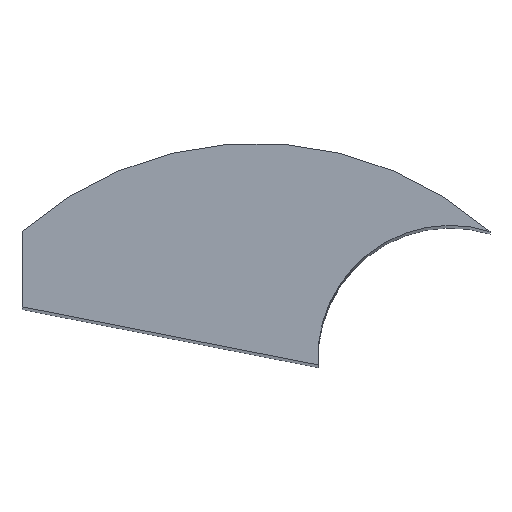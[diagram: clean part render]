
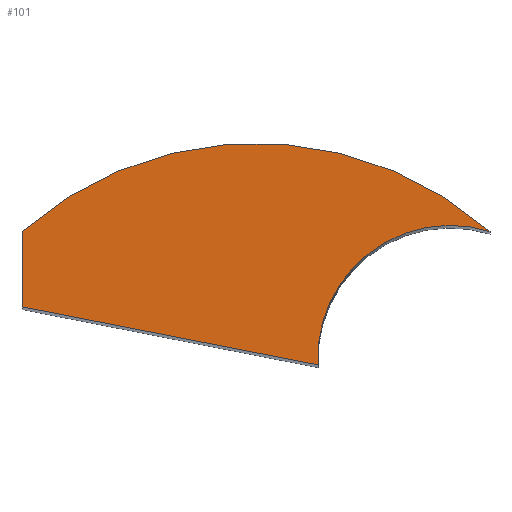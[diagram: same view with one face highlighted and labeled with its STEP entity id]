
A CAD part, top view. The second image highlights one B-rep face of the part: STEP entity #101.
In plain terms, the highlighted planar face has unit normal (0, 0, 1).
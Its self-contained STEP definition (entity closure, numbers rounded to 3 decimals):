
#17=PLANE('',#134);
#23=FACE_OUTER_BOUND('',#29,.T.);
#29=EDGE_LOOP('',(#87,#88,#89,#90));
#35=LINE('',#186,#43);
#38=LINE('',#190,#46);
#43=VECTOR('',#156,10.);
#46=VECTOR('',#161,10.);
#48=CIRCLE('',#128,9.189);
#50=CIRCLE('',#131,3.433);
#53=VERTEX_POINT('',#171);
#54=VERTEX_POINT('',#173);
#56=VERTEX_POINT('',#179);
#58=VERTEX_POINT('',#185);
#61=EDGE_CURVE('',#54,#53,#48,.T.);
#64=EDGE_CURVE('',#56,#54,#50,.T.);
#67=EDGE_CURVE('',#58,#56,#35,.T.);
#70=EDGE_CURVE('',#53,#58,#38,.T.);
#87=ORIENTED_EDGE('',*,*,#70,.T.);
#88=ORIENTED_EDGE('',*,*,#67,.T.);
#89=ORIENTED_EDGE('',*,*,#64,.T.);
#90=ORIENTED_EDGE('',*,*,#61,.T.);
#101=ADVANCED_FACE('',(#23),#17,.T.);
#128=AXIS2_PLACEMENT_3D('',#174,#143,#144);
#131=AXIS2_PLACEMENT_3D('',#180,#150,#151);
#134=AXIS2_PLACEMENT_3D('',#191,#162,#163);
#143=DIRECTION('center_axis',(0.,0.,1.));
#144=DIRECTION('ref_axis',(0.661,0.751,0.));
#150=DIRECTION('center_axis',(0.,0.,-1.));
#151=DIRECTION('ref_axis',(-0.301,-0.954,0.));
#156=DIRECTION('',(0.981,-0.193,0.));
#161=DIRECTION('',(0.,-1.,0.));
#162=DIRECTION('center_axis',(0.,0.,1.));
#163=DIRECTION('ref_axis',(1.,0.,0.));
#171=CARTESIAN_POINT('',(-7.68,3.463,40.));
#173=CARTESIAN_POINT('',(4.461,3.463,40.));
#174=CARTESIAN_POINT('Origin',(-1.609,-3.436,40.));
#179=CARTESIAN_POINT('',(0.,0.,40.));
#180=CARTESIAN_POINT('Origin',(3.428,0.189,40.));
#185=CARTESIAN_POINT('',(-7.68,1.507,40.));
#186=CARTESIAN_POINT('',(-7.68,1.507,40.));
#190=CARTESIAN_POINT('',(-7.68,3.463,40.));
#191=CARTESIAN_POINT('Origin',(-1.609,2.877,40.));
